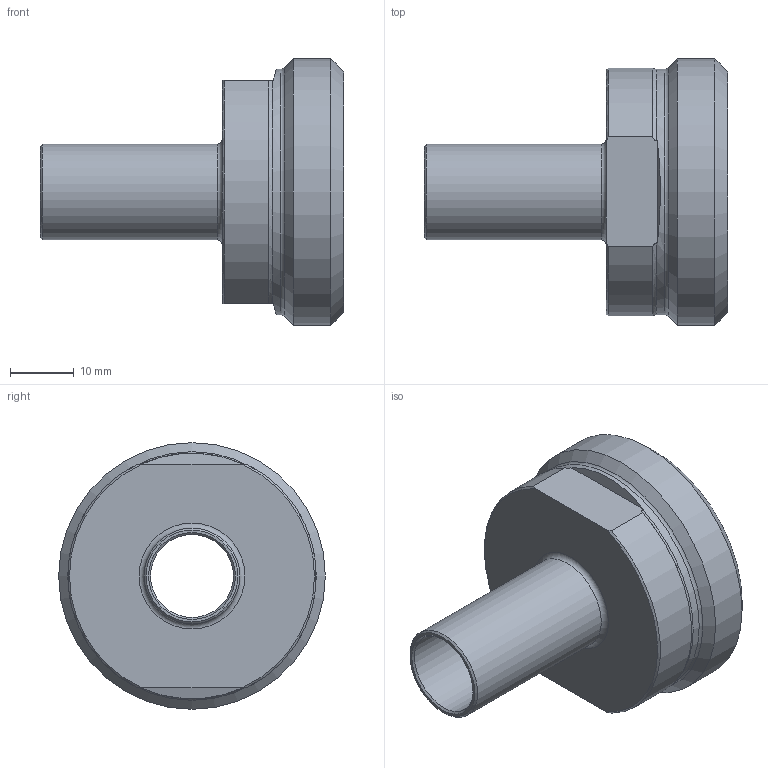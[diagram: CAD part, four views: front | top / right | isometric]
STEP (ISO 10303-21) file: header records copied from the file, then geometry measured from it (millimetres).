
FILE_DESCRIPTION(/* description */ (''),/* implementation_level */ '2;1');
FILE_NAME(/* name */ '3D_R666-PG-15-DN32_17113680.stp',/* time_stamp */ '2021-06-23T13:48:50+02:00',/* author */ ('cad'),/* organization */ (''),/* preprocessor_version */ 'ST-DEVELOPER v18.1',/* originating_system */ 'Autodesk Inventor 2022',/* authorisation */ '');
FILE_SCHEMA (('AUTOMOTIVE_DESIGN { 1 0 10303 214 3 1 1 }'));
Length unit declared in the file: millimetre
Products named in the file (1): 3D_R666-PG-15-DN32_17113680
Bounding box: 47.5 x 41.8 x 41.8 mm (x, y, z)
Volume: 20428.3 mm3; surface area: 7774.8 mm2
Topology: 1 solids, 1 shells, 26 faces, 67 edges, 44 vertices
Faces by surface type: cone 9, plane 7, cylinder 6, torus 4
Full cylindrical faces by diameter (mm): 13 x1, 15 x1, 38.5 x1, 41.8 x1
Entity records: 874 total; most frequent: CARTESIAN_POINT 190, DIRECTION 143, ORIENTED_EDGE 134, EDGE_CURVE 67, AXIS2_PLACEMENT_3D 61, VERTEX_POINT 44, CIRCLE 32, EDGE_LOOP 29
